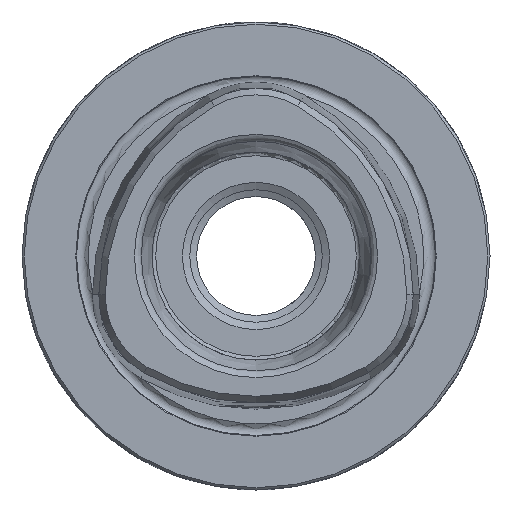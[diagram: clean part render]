
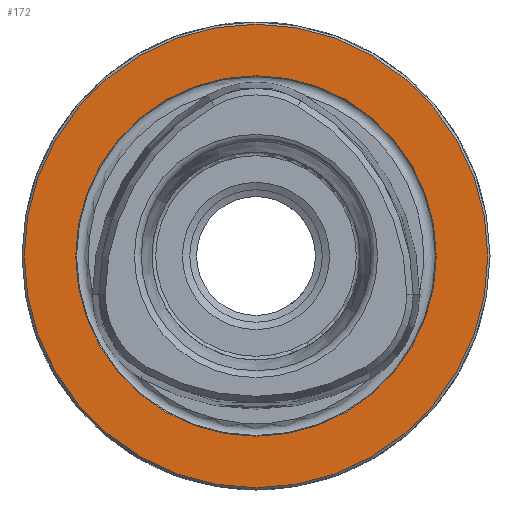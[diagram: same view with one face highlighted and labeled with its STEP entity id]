
A CAD part, left-side view. The second image highlights one B-rep face of the part: STEP entity #172.
In plain terms, the highlighted planar face has unit normal (-1, 0, 0).
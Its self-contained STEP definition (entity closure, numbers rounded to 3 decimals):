
#172 = ADVANCED_FACE( '', ( #437, #438 ), #439, .T. );
#437 = FACE_OUTER_BOUND( '', #818, .T. );
#438 = FACE_BOUND( '', #819, .T. );
#439 = PLANE( '', #820 );
#818 = EDGE_LOOP( '', ( #1266 ) );
#819 = EDGE_LOOP( '', ( #1267 ) );
#820 = AXIS2_PLACEMENT_3D( '', #1268, #1269, #1270 );
#1266 = ORIENTED_EDGE( '', *, *, #1983, .T. );
#1267 = ORIENTED_EDGE( '', *, *, #2055, .F. );
#1268 = CARTESIAN_POINT( '', ( 0., 0., 24.2 ) );
#1269 = DIRECTION( '', ( -1., 0., 0. ) );
#1270 = DIRECTION( '', ( 0., 0., 1. ) );
#1983 = EDGE_CURVE( '', #2310, #2310, #2311, .T. );
#2055 = EDGE_CURVE( '', #2433, #2433, #2434, .T. );
#2310 = VERTEX_POINT( '', #2779 );
#2311 = CIRCLE( '', #2780, 31.2 );
#2433 = VERTEX_POINT( '', #3198 );
#2434 = CIRCLE( '', #3199, 24.264 );
#2779 = CARTESIAN_POINT( '', ( 0., 0., 31.2 ) );
#2780 = AXIS2_PLACEMENT_3D( '', #4085, #4086, #4087 );
#3198 = CARTESIAN_POINT( '', ( 0., 0., 24.264 ) );
#3199 = AXIS2_PLACEMENT_3D( '', #4190, #4191, #4192 );
#4085 = CARTESIAN_POINT( '', ( 0., 0., 0. ) );
#4086 = DIRECTION( '', ( -1., 0., 0. ) );
#4087 = DIRECTION( '', ( 0., 0., 1. ) );
#4190 = CARTESIAN_POINT( '', ( 0., 0., 0. ) );
#4191 = DIRECTION( '', ( -1., 0., 0. ) );
#4192 = DIRECTION( '', ( 0., 0., 1. ) );
